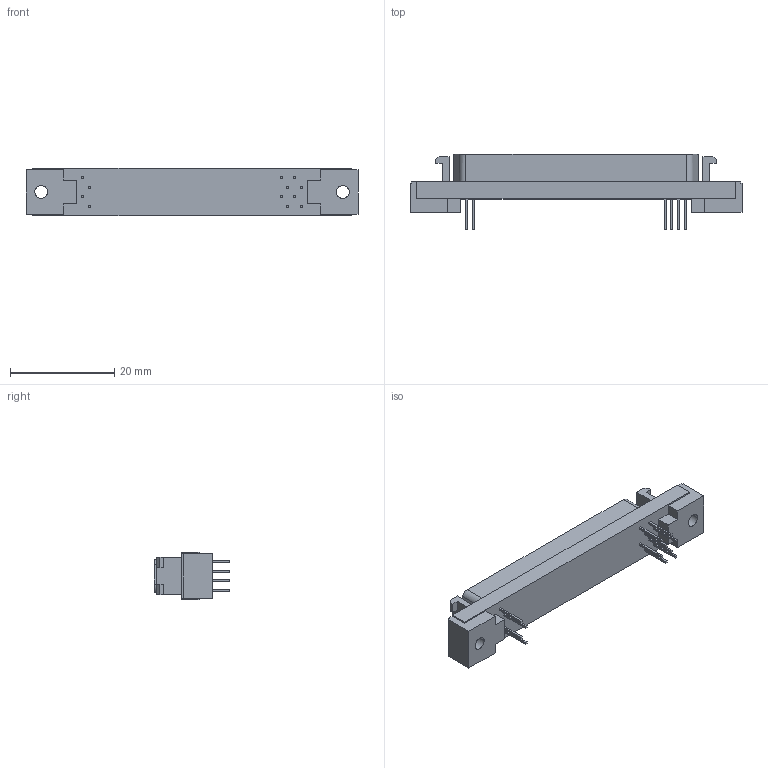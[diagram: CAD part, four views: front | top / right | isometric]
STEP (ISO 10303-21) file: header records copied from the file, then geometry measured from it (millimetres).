
FILE_DESCRIPTION(/* description */ (''),/* implementation_level */ '2;1');
FILE_NAME(/* name */ '10268-6212vc',/* time_stamp */ '2006-07-28T09:26:26-05:00',/* author */ (''),/* organization */ (''),/* preprocessor_version */ 'ST-DEVELOPER v9',/* originating_system */ 'UGS - NX 3.0',/* authorisation */ '');
FILE_SCHEMA (('CONFIG_CONTROL_DESIGN'));
Length unit declared in the file: inch
Products named in the file (1): a0p72F284630
Bounding box: 63.75 x 14.58 x 9.14 mm (x, y, z)
Volume: 3299.9 mm3; surface area: 3270.5 mm2
Topology: 1 solids, 1 shells, 184 faces, 522 edges, 356 vertices
Faces by surface type: plane 174, cylinder 10
Entity records: 6512 total; most frequent: CARTESIAN_POINT 2645, ORIENTED_EDGE 1044, EDGE_CURVE 522, B_SPLINE_CURVE_WITH_KNOTS 522, DIRECTION 370, VERTEX_POINT 356, EDGE_LOOP 204, AXIS2_PLACEMENT_3D 185
